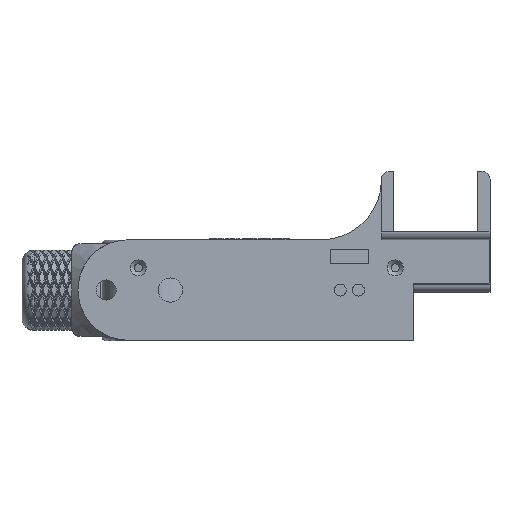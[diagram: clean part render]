
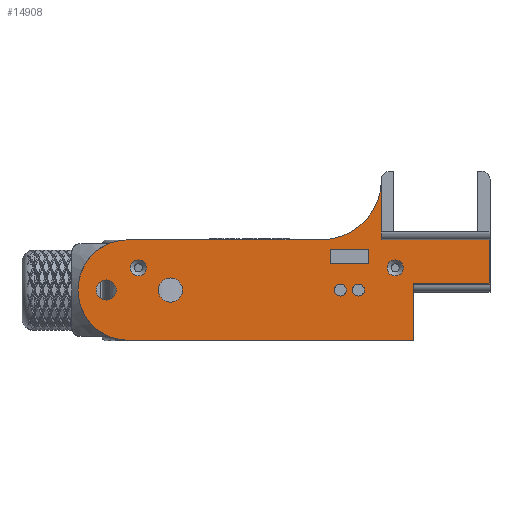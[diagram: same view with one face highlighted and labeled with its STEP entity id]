
A CAD part, top view. The second image highlights one B-rep face of the part: STEP entity #14908.
In plain terms, the highlighted planar face has unit normal (0, 0, 1).
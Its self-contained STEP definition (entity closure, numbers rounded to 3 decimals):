
#309=FACE_BOUND('',#3714,.T.);
#310=FACE_BOUND('',#3715,.T.);
#311=FACE_BOUND('',#3716,.T.);
#312=FACE_BOUND('',#3717,.T.);
#313=FACE_BOUND('',#3718,.T.);
#314=FACE_BOUND('',#3719,.T.);
#315=FACE_BOUND('',#3720,.T.);
#419=CIRCLE('',#15391,1.5);
#421=CIRCLE('',#15394,1.5);
#422=CIRCLE('',#15405,2.5);
#424=CIRCLE('',#15408,3.);
#439=CIRCLE('',#15433,2.);
#441=CIRCLE('',#15436,15.);
#442=CIRCLE('',#15437,12.5);
#443=CIRCLE('',#15438,2.);
#593=PLANE('',#15435);
#1053=LINE('',#36888,#1600);
#1055=LINE('',#36892,#1602);
#1076=LINE('',#36944,#1623);
#1079=LINE('',#36950,#1626);
#1082=LINE('',#36956,#1629);
#1085=LINE('',#36960,#1632);
#1092=LINE('',#36989,#1639);
#1114=LINE('',#37058,#1661);
#1115=LINE('',#37060,#1662);
#1116=LINE('',#37064,#1663);
#1117=LINE('',#37066,#1664);
#1600=VECTOR('',#16744,10.);
#1602=VECTOR('',#16748,10.);
#1623=VECTOR('',#16793,10.);
#1626=VECTOR('',#16798,10.);
#1629=VECTOR('',#16803,10.);
#1632=VECTOR('',#16808,10.);
#1639=VECTOR('',#16837,10.);
#1661=VECTOR('',#16901,10.);
#1662=VECTOR('',#16902,10.);
#1663=VECTOR('',#16905,10.);
#1664=VECTOR('',#16908,10.);
#2675=FACE_OUTER_BOUND('',#3713,.T.);
#3713=EDGE_LOOP('',(#13154,#13155,#13156,#13157,#13158,#13159,#13160,#13161,
#13162));
#3714=EDGE_LOOP('',(#13163));
#3715=EDGE_LOOP('',(#13164));
#3716=EDGE_LOOP('',(#13165,#13166,#13167,#13168));
#3717=EDGE_LOOP('',(#13169));
#3718=EDGE_LOOP('',(#13170));
#3719=EDGE_LOOP('',(#13171));
#3720=EDGE_LOOP('',(#13172));
#6493=VERTEX_POINT('',#36885);
#6494=VERTEX_POINT('',#36887);
#6495=VERTEX_POINT('',#36891);
#6500=VERTEX_POINT('',#36903);
#6502=VERTEX_POINT('',#36909);
#6513=VERTEX_POINT('',#36941);
#6514=VERTEX_POINT('',#36943);
#6516=VERTEX_POINT('',#36949);
#6518=VERTEX_POINT('',#36955);
#6519=VERTEX_POINT('',#36962);
#6521=VERTEX_POINT('',#36968);
#6529=VERTEX_POINT('',#36988);
#6552=VERTEX_POINT('',#37050);
#6554=VERTEX_POINT('',#37056);
#6555=VERTEX_POINT('',#37057);
#6556=VERTEX_POINT('',#37059);
#6557=VERTEX_POINT('',#37061);
#6558=VERTEX_POINT('',#37063);
#6559=VERTEX_POINT('',#37067);
#8688=EDGE_CURVE('',#6493,#6494,#1053,.T.);
#8690=EDGE_CURVE('',#6494,#6495,#1055,.T.);
#8697=EDGE_CURVE('',#6500,#6500,#419,.T.);
#8700=EDGE_CURVE('',#6502,#6502,#421,.T.);
#8715=EDGE_CURVE('',#6514,#6513,#1076,.T.);
#8718=EDGE_CURVE('',#6516,#6514,#1079,.T.);
#8721=EDGE_CURVE('',#6518,#6516,#1082,.T.);
#8724=EDGE_CURVE('',#6513,#6518,#1085,.T.);
#8725=EDGE_CURVE('',#6519,#6519,#422,.T.);
#8728=EDGE_CURVE('',#6521,#6521,#424,.T.);
#8738=EDGE_CURVE('',#6495,#6529,#1092,.T.);
#8769=EDGE_CURVE('',#6552,#6552,#439,.T.);
#8772=EDGE_CURVE('',#6554,#6555,#1114,.T.);
#8773=EDGE_CURVE('',#6555,#6556,#1115,.T.);
#8774=EDGE_CURVE('',#6556,#6557,#441,.T.);
#8775=EDGE_CURVE('',#6557,#6558,#1116,.T.);
#8776=EDGE_CURVE('',#6558,#6529,#442,.T.);
#8777=EDGE_CURVE('',#6554,#6493,#1117,.T.);
#8778=EDGE_CURVE('',#6559,#6559,#443,.T.);
#13154=ORIENTED_EDGE('',*,*,#8772,.T.);
#13155=ORIENTED_EDGE('',*,*,#8773,.T.);
#13156=ORIENTED_EDGE('',*,*,#8774,.T.);
#13157=ORIENTED_EDGE('',*,*,#8775,.T.);
#13158=ORIENTED_EDGE('',*,*,#8776,.T.);
#13159=ORIENTED_EDGE('',*,*,#8738,.F.);
#13160=ORIENTED_EDGE('',*,*,#8690,.F.);
#13161=ORIENTED_EDGE('',*,*,#8688,.F.);
#13162=ORIENTED_EDGE('',*,*,#8777,.F.);
#13163=ORIENTED_EDGE('',*,*,#8697,.T.);
#13164=ORIENTED_EDGE('',*,*,#8700,.T.);
#13165=ORIENTED_EDGE('',*,*,#8721,.T.);
#13166=ORIENTED_EDGE('',*,*,#8718,.T.);
#13167=ORIENTED_EDGE('',*,*,#8715,.T.);
#13168=ORIENTED_EDGE('',*,*,#8724,.T.);
#13169=ORIENTED_EDGE('',*,*,#8725,.T.);
#13170=ORIENTED_EDGE('',*,*,#8728,.T.);
#13171=ORIENTED_EDGE('',*,*,#8778,.F.);
#13172=ORIENTED_EDGE('',*,*,#8769,.F.);
#14908=ADVANCED_FACE('',(#2675,#309,#310,#311,#312,#313,#314,#315),#593,
 .T.);
#15391=AXIS2_PLACEMENT_3D('',#36905,#16758,#16759);
#15394=AXIS2_PLACEMENT_3D('',#36911,#16765,#16766);
#15405=AXIS2_PLACEMENT_3D('',#36963,#16811,#16812);
#15408=AXIS2_PLACEMENT_3D('',#36969,#16818,#16819);
#15433=AXIS2_PLACEMENT_3D('',#37051,#16894,#16895);
#15435=AXIS2_PLACEMENT_3D('',#37055,#16899,#16900);
#15436=AXIS2_PLACEMENT_3D('',#37062,#16903,#16904);
#15437=AXIS2_PLACEMENT_3D('',#37065,#16906,#16907);
#15438=AXIS2_PLACEMENT_3D('',#37068,#16909,#16910);
#16744=DIRECTION('',(-1.,0.,0.));
#16748=DIRECTION('',(0.,-1.,0.));
#16758=DIRECTION('center_axis',(0.,0.,-1.));
#16759=DIRECTION('ref_axis',(1.,0.,0.));
#16765=DIRECTION('center_axis',(0.,0.,-1.));
#16766=DIRECTION('ref_axis',(1.,0.,0.));
#16793=DIRECTION('',(0.,-1.,0.));
#16798=DIRECTION('',(1.,0.,0.));
#16803=DIRECTION('',(0.,1.,0.));
#16808=DIRECTION('',(-1.,0.,0.));
#16811=DIRECTION('center_axis',(0.,0.,-1.));
#16812=DIRECTION('ref_axis',(-1.,0.,0.));
#16818=DIRECTION('center_axis',(0.,0.,-1.));
#16819=DIRECTION('ref_axis',(-1.,0.,0.));
#16837=DIRECTION('',(-1.,0.,0.));
#16894=DIRECTION('center_axis',(0.,0.,1.));
#16895=DIRECTION('ref_axis',(-1.,0.,0.));
#16899=DIRECTION('center_axis',(0.,0.,1.));
#16900=DIRECTION('ref_axis',(-1.,0.,0.));
#16901=DIRECTION('',(-1.,0.,0.));
#16902=DIRECTION('',(0.,1.,0.));
#16903=DIRECTION('center_axis',(0.,0.,-1.));
#16904=DIRECTION('ref_axis',(0.,-1.,0.));
#16905=DIRECTION('',(-1.,0.,0.));
#16906=DIRECTION('center_axis',(0.,0.,1.));
#16907=DIRECTION('ref_axis',(-1.,0.,0.));
#16908=DIRECTION('',(0.,-1.,0.));
#16909=DIRECTION('center_axis',(0.,0.,1.));
#16910=DIRECTION('ref_axis',(-1.,0.,0.));
#36885=CARTESIAN_POINT('',(159.6,-54.25,57.));
#36887=CARTESIAN_POINT('',(140.6,-54.25,57.));
#36888=CARTESIAN_POINT('',(159.6,-54.25,57.));
#36891=CARTESIAN_POINT('',(140.6,-68.25,57.));
#36892=CARTESIAN_POINT('',(140.6,-66.25,57.));
#36903=CARTESIAN_POINT('',(125.355,-55.75,57.));
#36905=CARTESIAN_POINT('Origin',(126.855,-55.75,57.));
#36909=CARTESIAN_POINT('',(120.855,-55.75,57.));
#36911=CARTESIAN_POINT('Origin',(122.355,-55.75,57.));
#36941=CARTESIAN_POINT('',(129.355,-49.25,57.));
#36943=CARTESIAN_POINT('',(129.355,-45.75,57.));
#36944=CARTESIAN_POINT('',(129.355,-47.,57.));
#36949=CARTESIAN_POINT('',(119.855,-45.75,57.));
#36950=CARTESIAN_POINT('',(114.102,-45.75,57.));
#36955=CARTESIAN_POINT('',(119.855,-49.25,57.));
#36956=CARTESIAN_POINT('',(119.855,-48.75,57.));
#36960=CARTESIAN_POINT('',(118.852,-49.25,57.));
#36962=CARTESIAN_POINT('',(66.605,-55.75,57.));
#36963=CARTESIAN_POINT('Origin',(64.105,-55.75,57.));
#36968=CARTESIAN_POINT('',(83.105,-55.75,57.));
#36969=CARTESIAN_POINT('Origin',(80.105,-55.75,57.));
#36988=CARTESIAN_POINT('',(69.6,-68.25,57.));
#36989=CARTESIAN_POINT('',(140.6,-68.25,57.));
#37050=CARTESIAN_POINT('',(74.105,-50.248,57.));
#37051=CARTESIAN_POINT('Origin',(72.105,-50.248,57.));
#37055=CARTESIAN_POINT('Origin',(108.35,-48.25,57.));
#37056=CARTESIAN_POINT('',(159.6,-43.25,57.));
#37057=CARTESIAN_POINT('',(132.605,-43.25,57.));
#37058=CARTESIAN_POINT('',(69.6,-43.25,57.));
#37059=CARTESIAN_POINT('',(132.605,-28.25,57.));
#37060=CARTESIAN_POINT('',(132.605,-43.25,57.));
#37061=CARTESIAN_POINT('',(117.605,-43.25,57.));
#37062=CARTESIAN_POINT('Origin',(117.605,-28.25,57.));
#37063=CARTESIAN_POINT('',(69.6,-43.25,57.));
#37064=CARTESIAN_POINT('',(117.105,-43.25,57.));
#37065=CARTESIAN_POINT('Origin',(69.6,-55.75,57.));
#37066=CARTESIAN_POINT('',(159.6,-51.25,57.));
#37067=CARTESIAN_POINT('',(138.,-50.248,57.));
#37068=CARTESIAN_POINT('Origin',(136.,-50.248,57.));
